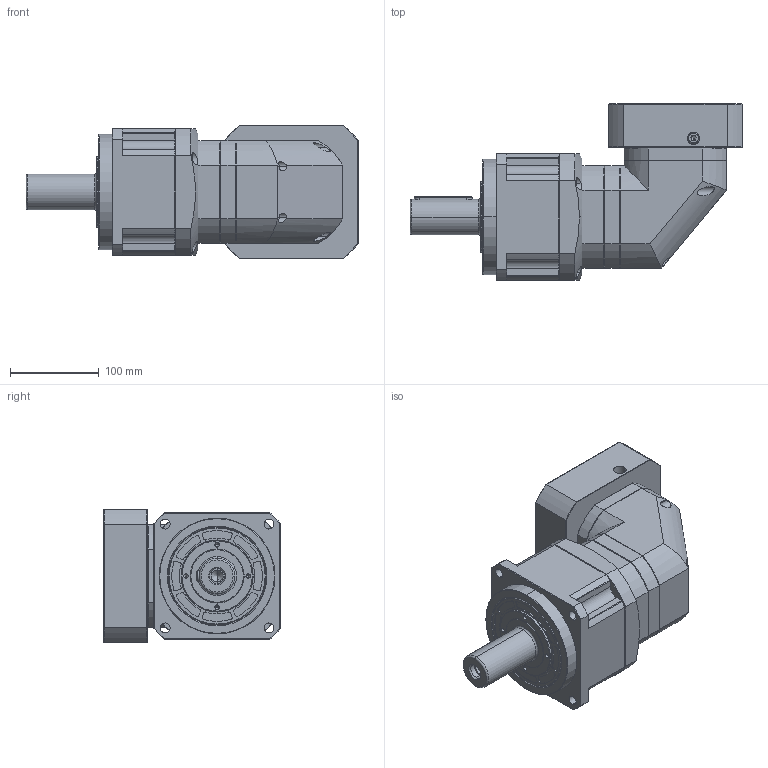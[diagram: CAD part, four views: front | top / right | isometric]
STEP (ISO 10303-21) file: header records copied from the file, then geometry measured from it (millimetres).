
FILE_DESCRIPTION((''),'2;1');
FILE_NAME('TMR142L2-130-288-70001_ASM','2024-06-24T09:29:23',('mayn'),(''),'CREO PARAMETRIC BY PTC INC, 2020053','CREO PARAMETRIC BY PTC INC, 2020053','');
FILE_SCHEMA(('CONFIG_CONTROL_DESIGN'));
Length unit declared in the file: millimetre
Products named in the file (17): SPRING_LOCK_WASHERS--NORMAL_TYP; HEXAGON_SOCKET_HEAD_CAP_S-24947; HEXAGON_SOCKET_HEAD_CAP_S-24841; HEXAGON_SOCKET_HEAD_CAP_S-24902; HEXAGON_SOCKET_HEAD_CAP_S-14385; R1150001; R1150002; R1150003; HEX_SOCKET_SET_SCREWS_WITH_FLAT; 65X55X700; KB1420001; _AKB115_D130-M10-10001; TM115; R1150004; 1420001; TMR142L2-130-288-70002_ASM; TMR142L2-130-288-70001_ASM
Assembly tree (48 placements, depth 3):
  TMR142L2-130-288-70001_ASM
    TMR142L2-130-288-70002_ASM
      SPRING_LOCK_WASHERS--NORMAL_TYP  x16
      HEXAGON_SOCKET_HEAD_CAP_S-24947  x12
      HEXAGON_SOCKET_HEAD_CAP_S-24841  x2
      HEXAGON_SOCKET_HEAD_CAP_S-24902  x5
      HEXAGON_SOCKET_HEAD_CAP_S-14385  x2
      R1150001
      R1150002
      R1150003
      HEX_SOCKET_SET_SCREWS_WITH_FLAT
      65X55X700
      KB1420001
      _AKB115_D130-M10-10001
      TM115
      R1150004
      1420001
Bounding box: 373.3 x 198.4 x 150 mm (x, y, z)
Volume: 4458663.5 mm3; surface area: 456602.7 mm2
Topology: 47 solids, 47 shells, 1480 faces, 3620 edges, 2258 vertices
Faces by surface type: plane 614, cylinder 580, cone 230, torus 56
Entity records: 28980 total; most frequent: CARTESIAN_POINT 5685, DIRECTION 5264, ORIENTED_EDGE 4532, EDGE_CURVE 2266, AXIS2_PLACEMENT_3D 2135, VERTEX_POINT 1457, CIRCLE 1118, EDGE_LOOP 1067
